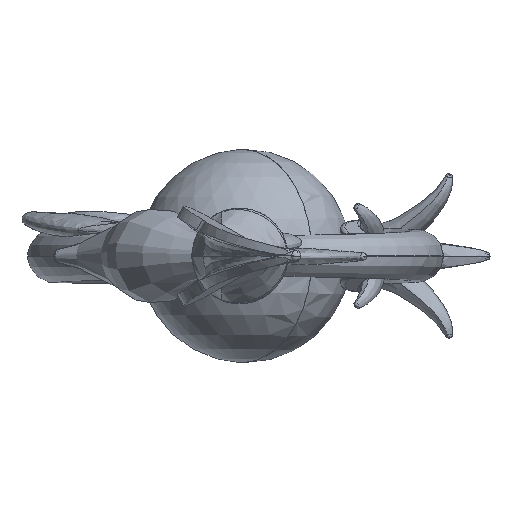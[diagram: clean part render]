
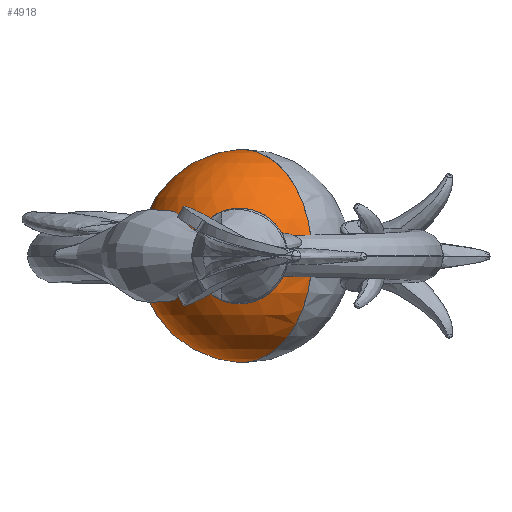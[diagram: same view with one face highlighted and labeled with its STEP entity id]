
A CAD part, left-side view. The second image highlights one B-rep face of the part: STEP entity #4918.
In plain terms, the highlighted spherical face has radius 45 mm.
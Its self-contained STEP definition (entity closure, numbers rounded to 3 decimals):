
#103=FACE_BOUND('',#1062,.T.);
#227=SPHERICAL_SURFACE('',#5355,45.);
#340=CIRCLE('',#5354,1.);
#341=CIRCLE('',#5356,44.975);
#765=FACE_OUTER_BOUND('',#1061,.T.);
#1061=EDGE_LOOP('',(#4535));
#1062=EDGE_LOOP('',(#4536));
#2320=VERTEX_POINT('',#27279);
#2321=VERTEX_POINT('',#27283);
#3060=EDGE_CURVE('',#2320,#2320,#340,.T.);
#3062=EDGE_CURVE('',#2321,#2321,#341,.T.);
#4535=ORIENTED_EDGE('',*,*,#3062,.F.);
#4536=ORIENTED_EDGE('',*,*,#3060,.T.);
#4918=ADVANCED_FACE('',(#765,#103),#227,.T.);
#5354=AXIS2_PLACEMENT_3D('',#27280,#6036,#6037);
#5355=AXIS2_PLACEMENT_3D('',#27282,#6039,#6040);
#5356=AXIS2_PLACEMENT_3D('',#27284,#6041,#6042);
#6036=DIRECTION('center_axis',(0.,-1.,0.));
#6037=DIRECTION('ref_axis',(-1.,0.,0.));
#6039=DIRECTION('center_axis',(0.,0.,1.));
#6040=DIRECTION('ref_axis',(-0.657,0.753,0.));
#6041=DIRECTION('center_axis',(0.657,-0.753,0.));
#6042=DIRECTION('ref_axis',(0.,0.,1.));
#27279=CARTESIAN_POINT('',(336.,42.989,0.));
#27280=CARTESIAN_POINT('Origin',(335.,42.989,0.));
#27282=CARTESIAN_POINT('Origin',(335.,-2.,0.));
#27283=CARTESIAN_POINT('',(334.009,-0.865,-44.975));
#27284=CARTESIAN_POINT('Origin',(334.009,-0.865,0.));
